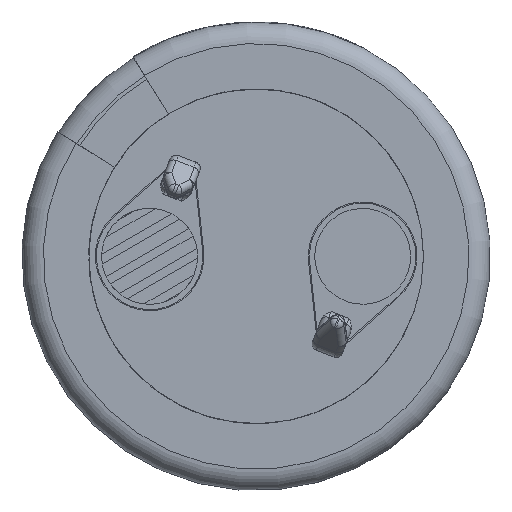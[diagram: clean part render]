
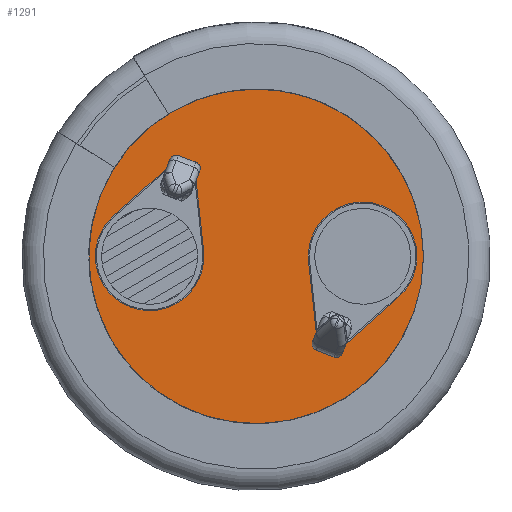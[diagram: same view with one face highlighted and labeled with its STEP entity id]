
A CAD part, front view. The second image highlights one B-rep face of the part: STEP entity #1291.
In plain terms, the highlighted planar face has unit normal (0, -1, 0).
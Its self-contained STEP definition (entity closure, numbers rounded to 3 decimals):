
#1291 = ADVANCED_FACE( '', ( #2927, #2928, #2929 ), #2930, .T. );
#2927 = FACE_OUTER_BOUND( '', #6141, .T. );
#2928 = FACE_BOUND( '', #6142, .T. );
#2929 = FACE_BOUND( '', #6143, .T. );
#2930 = PLANE( '', #6144 );
#6141 = EDGE_LOOP( '', ( #10626 ) );
#6142 = EDGE_LOOP( '', ( #10627, #10628, #10629, #10630 ) );
#6143 = EDGE_LOOP( '', ( #10631, #10632, #10633, #10634 ) );
#6144 = AXIS2_PLACEMENT_3D( '', #10635, #10636, #10637 );
#10626 = ORIENTED_EDGE( '', *, *, #13520, .T. );
#10627 = ORIENTED_EDGE( '', *, *, #14311, .F. );
#10628 = ORIENTED_EDGE( '', *, *, #14198, .F. );
#10629 = ORIENTED_EDGE( '', *, *, #14312, .F. );
#10630 = ORIENTED_EDGE( '', *, *, #14313, .F. );
#10631 = ORIENTED_EDGE( '', *, *, #13963, .T. );
#10632 = ORIENTED_EDGE( '', *, *, #14314, .T. );
#10633 = ORIENTED_EDGE( '', *, *, #14069, .T. );
#10634 = ORIENTED_EDGE( '', *, *, #14315, .T. );
#10635 = CARTESIAN_POINT( '', ( 0., 0., 0. ) );
#10636 = DIRECTION( '', ( 0., -1., 0. ) );
#10637 = DIRECTION( '', ( 0., 0., -1. ) );
#13520 = EDGE_CURVE( '', #16165, #16165, #16166, .T. );
#13963 = EDGE_CURVE( '', #16810, #16811, #16812, .T. );
#14069 = EDGE_CURVE( '', #16959, #16960, #16961, .T. );
#14198 = EDGE_CURVE( '', #17128, #17129, #17130, .T. );
#14311 = EDGE_CURVE( '', #17129, #17277, #17278, .T. );
#14312 = EDGE_CURVE( '', #17279, #17128, #17280, .T. );
#14313 = EDGE_CURVE( '', #17277, #17279, #17281, .T. );
#14314 = EDGE_CURVE( '', #16811, #16959, #17282, .T. );
#14315 = EDGE_CURVE( '', #16960, #16810, #17283, .T. );
#16165 = VERTEX_POINT( '', #21007 );
#16166 = CIRCLE( '', #21008, 9.114 );
#16810 = VERTEX_POINT( '', #22384 );
#16811 = VERTEX_POINT( '', #22385 );
#16812 = LINE( '', #22386, #22387 );
#16959 = VERTEX_POINT( '', #22774 );
#16960 = VERTEX_POINT( '', #22775 );
#16961 = LINE( '', #22776, #22777 );
#17128 = VERTEX_POINT( '', #23083 );
#17129 = VERTEX_POINT( '', #23084 );
#17130 = LINE( '', #23085, #23086 );
#17277 = VERTEX_POINT( '', #23441 );
#17278 = LINE( '', #23442, #23443 );
#17279 = VERTEX_POINT( '', #23444 );
#17280 = LINE( '', #23445, #23446 );
#17281 = CIRCLE( '', #23447, 2.55 );
#17282 = LINE( '', #23448, #23449 );
#17283 = CIRCLE( '', #23450, 2.55 );
#21007 = CARTESIAN_POINT( '', ( 0., 0., -9.114 ) );
#21008 = AXIS2_PLACEMENT_3D( '', #24808, #24809, #24810 );
#22384 = CARTESIAN_POINT( '', ( 6.694, 0., -1.906 ) );
#22385 = CARTESIAN_POINT( '', ( 4.27, 0., -4.059 ) );
#22386 = CARTESIAN_POINT( '', ( 6.694, 0., -1.906 ) );
#22387 = VECTOR( '', #25099, 1000. );
#22774 = CARTESIAN_POINT( '', ( 2.814, 0., -3.497 ) );
#22775 = CARTESIAN_POINT( '', ( 2.465, 0., -0.274 ) );
#22776 = CARTESIAN_POINT( '', ( 2.814, 0., -3.497 ) );
#22777 = VECTOR( '', #25129, 1000. );
#23083 = CARTESIAN_POINT( '', ( -2.814, 0., 3.497 ) );
#23084 = CARTESIAN_POINT( '', ( -4.27, 0., 4.059 ) );
#23085 = CARTESIAN_POINT( '', ( -2.814, 0., 3.497 ) );
#23086 = VECTOR( '', #25216, 1000. );
#23441 = CARTESIAN_POINT( '', ( -6.694, 0., 1.906 ) );
#23442 = CARTESIAN_POINT( '', ( -4.27, 0., 4.059 ) );
#23443 = VECTOR( '', #25249, 1000. );
#23444 = CARTESIAN_POINT( '', ( -2.465, 0., 0.274 ) );
#23445 = CARTESIAN_POINT( '', ( -2.465, 0., 0.274 ) );
#23446 = VECTOR( '', #25250, 1000. );
#23447 = AXIS2_PLACEMENT_3D( '', #25251, #25252, #25253 );
#23448 = CARTESIAN_POINT( '', ( 4.27, 0., -4.059 ) );
#23449 = VECTOR( '', #25254, 1000. );
#23450 = AXIS2_PLACEMENT_3D( '', #25255, #25256, #25257 );
#24808 = CARTESIAN_POINT( '', ( 0., 0., 0. ) );
#24809 = DIRECTION( '', ( 0., -1., 0. ) );
#24810 = DIRECTION( '', ( 0., 0., -1. ) );
#25099 = DIRECTION( '', ( -0.748, 0., -0.664 ) );
#25129 = DIRECTION( '', ( -0.108, 0., 0.994 ) );
#25216 = DIRECTION( '', ( -0.933, 0., 0.36 ) );
#25249 = DIRECTION( '', ( -0.748, 0., -0.664 ) );
#25250 = DIRECTION( '', ( -0.108, 0., 0.994 ) );
#25251 = CARTESIAN_POINT( '', ( -5., 0., 0. ) );
#25252 = DIRECTION( '', ( 0., -1., 0. ) );
#25253 = DIRECTION( '', ( 0., 0., 1. ) );
#25254 = DIRECTION( '', ( -0.933, 0., 0.36 ) );
#25255 = CARTESIAN_POINT( '', ( 5., 0., 0. ) );
#25256 = DIRECTION( '', ( 0., 1., 0. ) );
#25257 = DIRECTION( '', ( 0., 0., -1. ) );
